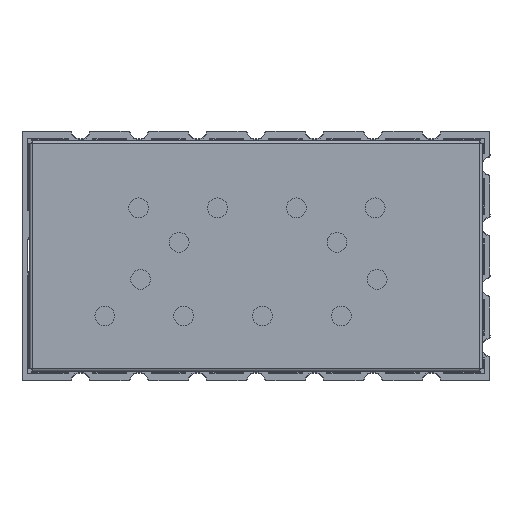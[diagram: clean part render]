
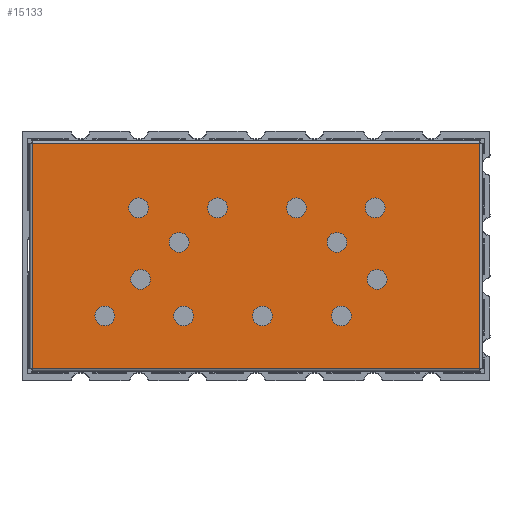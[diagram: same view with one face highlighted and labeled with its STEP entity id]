
A CAD part, top view. The second image highlights one B-rep face of the part: STEP entity #15133.
In plain terms, the highlighted face is planar.
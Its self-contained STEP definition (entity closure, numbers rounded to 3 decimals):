
#900=FACE_BOUND('',#2974,.T.);
#901=FACE_BOUND('',#2975,.T.);
#902=FACE_BOUND('',#2976,.T.);
#903=FACE_BOUND('',#2977,.T.);
#904=FACE_BOUND('',#2978,.T.);
#905=FACE_BOUND('',#2979,.T.);
#906=FACE_BOUND('',#2980,.T.);
#907=FACE_BOUND('',#2981,.T.);
#908=FACE_BOUND('',#2982,.T.);
#909=FACE_BOUND('',#2983,.T.);
#910=FACE_BOUND('',#2984,.T.);
#911=FACE_BOUND('',#2985,.T.);
#2042=FACE_OUTER_BOUND('',#2973,.T.);
#2973=EDGE_LOOP('',(#13433,#13434,#13435,#13436));
#2974=EDGE_LOOP('',(#13437));
#2975=EDGE_LOOP('',(#13438));
#2976=EDGE_LOOP('',(#13439));
#2977=EDGE_LOOP('',(#13440));
#2978=EDGE_LOOP('',(#13441));
#2979=EDGE_LOOP('',(#13442));
#2980=EDGE_LOOP('',(#13443));
#2981=EDGE_LOOP('',(#13444));
#2982=EDGE_LOOP('',(#13445));
#2983=EDGE_LOOP('',(#13446));
#2984=EDGE_LOOP('',(#13447));
#2985=EDGE_LOOP('',(#13448));
#3286=CIRCLE('',#16184,0.75);
#3288=CIRCLE('',#16187,0.75);
#3290=CIRCLE('',#16190,0.75);
#3292=CIRCLE('',#16193,0.75);
#3294=CIRCLE('',#16196,0.75);
#3296=CIRCLE('',#16199,0.75);
#3298=CIRCLE('',#16202,0.75);
#3300=CIRCLE('',#16205,0.75);
#3302=CIRCLE('',#16208,0.75);
#3304=CIRCLE('',#16211,0.75);
#3306=CIRCLE('',#16214,0.75);
#3308=CIRCLE('',#16217,0.75);
#4498=LINE('',#32763,#5839);
#4512=LINE('',#32798,#5853);
#4525=LINE('',#32831,#5866);
#4541=LINE('',#32868,#5882);
#5839=VECTOR('',#19356,10.);
#5853=VECTOR('',#19398,10.);
#5866=VECTOR('',#19439,10.);
#5882=VECTOR('',#19483,10.);
#7104=VERTEX_POINT('',#32200);
#7106=VERTEX_POINT('',#32206);
#7108=VERTEX_POINT('',#32212);
#7110=VERTEX_POINT('',#32218);
#7112=VERTEX_POINT('',#32224);
#7114=VERTEX_POINT('',#32230);
#7116=VERTEX_POINT('',#32236);
#7118=VERTEX_POINT('',#32242);
#7120=VERTEX_POINT('',#32248);
#7122=VERTEX_POINT('',#32254);
#7124=VERTEX_POINT('',#32260);
#7126=VERTEX_POINT('',#32266);
#7298=VERTEX_POINT('',#32760);
#7299=VERTEX_POINT('',#32762);
#7306=VERTEX_POINT('',#32796);
#7312=VERTEX_POINT('',#32829);
#9046=EDGE_CURVE('',#7104,#7104,#3286,.T.);
#9049=EDGE_CURVE('',#7106,#7106,#3288,.T.);
#9052=EDGE_CURVE('',#7108,#7108,#3290,.T.);
#9055=EDGE_CURVE('',#7110,#7110,#3292,.T.);
#9058=EDGE_CURVE('',#7112,#7112,#3294,.T.);
#9061=EDGE_CURVE('',#7114,#7114,#3296,.T.);
#9064=EDGE_CURVE('',#7116,#7116,#3298,.T.);
#9067=EDGE_CURVE('',#7118,#7118,#3300,.T.);
#9070=EDGE_CURVE('',#7120,#7120,#3302,.T.);
#9073=EDGE_CURVE('',#7122,#7122,#3304,.T.);
#9076=EDGE_CURVE('',#7124,#7124,#3306,.T.);
#9079=EDGE_CURVE('',#7126,#7126,#3308,.T.);
#9325=EDGE_CURVE('',#7299,#7298,#4498,.T.);
#9343=EDGE_CURVE('',#7298,#7306,#4512,.T.);
#9360=EDGE_CURVE('',#7306,#7312,#4525,.T.);
#9380=EDGE_CURVE('',#7312,#7299,#4541,.T.);
#13433=ORIENTED_EDGE('',*,*,#9325,.T.);
#13434=ORIENTED_EDGE('',*,*,#9343,.T.);
#13435=ORIENTED_EDGE('',*,*,#9360,.T.);
#13436=ORIENTED_EDGE('',*,*,#9380,.T.);
#13437=ORIENTED_EDGE('',*,*,#9046,.T.);
#13438=ORIENTED_EDGE('',*,*,#9049,.T.);
#13439=ORIENTED_EDGE('',*,*,#9052,.T.);
#13440=ORIENTED_EDGE('',*,*,#9055,.T.);
#13441=ORIENTED_EDGE('',*,*,#9058,.T.);
#13442=ORIENTED_EDGE('',*,*,#9061,.T.);
#13443=ORIENTED_EDGE('',*,*,#9064,.T.);
#13444=ORIENTED_EDGE('',*,*,#9067,.T.);
#13445=ORIENTED_EDGE('',*,*,#9070,.T.);
#13446=ORIENTED_EDGE('',*,*,#9073,.T.);
#13447=ORIENTED_EDGE('',*,*,#9076,.T.);
#13448=ORIENTED_EDGE('',*,*,#9079,.T.);
#14290=PLANE('',#16350);
#15133=ADVANCED_FACE('',(#2042,#900,#901,#902,#903,#904,#905,#906,#907,
#908,#909,#910,#911),#14290,.F.);
#16184=AXIS2_PLACEMENT_3D('',#32201,#18876,#18877);
#16187=AXIS2_PLACEMENT_3D('',#32207,#18883,#18884);
#16190=AXIS2_PLACEMENT_3D('',#32213,#18890,#18891);
#16193=AXIS2_PLACEMENT_3D('',#32219,#18897,#18898);
#16196=AXIS2_PLACEMENT_3D('',#32225,#18904,#18905);
#16199=AXIS2_PLACEMENT_3D('',#32231,#18911,#18912);
#16202=AXIS2_PLACEMENT_3D('',#32237,#18918,#18919);
#16205=AXIS2_PLACEMENT_3D('',#32243,#18925,#18926);
#16208=AXIS2_PLACEMENT_3D('',#32249,#18932,#18933);
#16211=AXIS2_PLACEMENT_3D('',#32255,#18939,#18940);
#16214=AXIS2_PLACEMENT_3D('',#32261,#18946,#18947);
#16217=AXIS2_PLACEMENT_3D('',#32267,#18953,#18954);
#16350=AXIS2_PLACEMENT_3D('',#32894,#19516,#19517);
#18876=DIRECTION('center_axis',(0.,0.,1.));
#18877=DIRECTION('ref_axis',(1.,0.,0.));
#18883=DIRECTION('center_axis',(0.,0.,1.));
#18884=DIRECTION('ref_axis',(1.,0.,0.));
#18890=DIRECTION('center_axis',(0.,0.,1.));
#18891=DIRECTION('ref_axis',(1.,0.,0.));
#18897=DIRECTION('center_axis',(0.,0.,1.));
#18898=DIRECTION('ref_axis',(1.,0.,0.));
#18904=DIRECTION('center_axis',(0.,0.,1.));
#18905=DIRECTION('ref_axis',(1.,0.,0.));
#18911=DIRECTION('center_axis',(0.,0.,1.));
#18912=DIRECTION('ref_axis',(1.,0.,0.));
#18918=DIRECTION('center_axis',(0.,0.,1.));
#18919=DIRECTION('ref_axis',(1.,0.,0.));
#18925=DIRECTION('center_axis',(0.,0.,1.));
#18926=DIRECTION('ref_axis',(1.,0.,0.));
#18932=DIRECTION('center_axis',(0.,0.,1.));
#18933=DIRECTION('ref_axis',(1.,0.,0.));
#18939=DIRECTION('center_axis',(0.,0.,1.));
#18940=DIRECTION('ref_axis',(1.,0.,0.));
#18946=DIRECTION('center_axis',(0.,0.,1.));
#18947=DIRECTION('ref_axis',(1.,0.,0.));
#18953=DIRECTION('center_axis',(0.,0.,1.));
#18954=DIRECTION('ref_axis',(1.,0.,0.));
#19356=DIRECTION('',(0.,-1.,0.));
#19398=DIRECTION('',(-1.,0.,0.));
#19439=DIRECTION('',(0.,1.,0.));
#19483=DIRECTION('',(1.,0.,0.));
#19516=DIRECTION('center_axis',(0.,0.,1.));
#19517=DIRECTION('ref_axis',(1.,0.,0.));
#32200=CARTESIAN_POINT('',(8.318,-3.667,0.));
#32201=CARTESIAN_POINT('Origin',(9.068,-3.667,0.));
#32206=CARTESIAN_POINT('',(-6.261,4.56,0.));
#32207=CARTESIAN_POINT('Origin',(-5.511,4.56,0.));
#32212=CARTESIAN_POINT('',(-3.682,-3.667,0.));
#32213=CARTESIAN_POINT('Origin',(-2.932,-3.667,0.));
#32218=CARTESIAN_POINT('',(-6.598,-1.034,0.));
#32219=CARTESIAN_POINT('Origin',(-5.848,-1.034,0.));
#32224=CARTESIAN_POINT('',(-0.261,4.56,0.));
#32225=CARTESIAN_POINT('Origin',(0.489,4.56,0.));
#32230=CARTESIAN_POINT('',(8.469,1.786,0.));
#32231=CARTESIAN_POINT('Origin',(9.219,1.786,0.));
#32236=CARTESIAN_POINT('',(2.318,-3.667,0.));
#32237=CARTESIAN_POINT('Origin',(3.068,-3.667,0.));
#32242=CARTESIAN_POINT('',(-12.261,4.56,0.));
#32243=CARTESIAN_POINT('Origin',(-11.511,4.56,0.));
#32248=CARTESIAN_POINT('',(-9.682,-3.667,0.));
#32249=CARTESIAN_POINT('Origin',(-8.932,-3.667,0.));
#32254=CARTESIAN_POINT('',(-9.531,1.786,0.));
#32255=CARTESIAN_POINT('Origin',(-8.781,1.786,0.));
#32260=CARTESIAN_POINT('',(5.402,-1.034,0.));
#32261=CARTESIAN_POINT('Origin',(6.152,-1.034,0.));
#32266=CARTESIAN_POINT('',(5.739,4.56,0.));
#32267=CARTESIAN_POINT('Origin',(6.489,4.56,0.));
#32760=CARTESIAN_POINT('',(17.015,-8.56,0.));
#32762=CARTESIAN_POINT('',(17.015,8.56,0.));
#32763=CARTESIAN_POINT('',(17.015,-4.28,0.));
#32796=CARTESIAN_POINT('',(-17.015,-8.56,0.));
#32798=CARTESIAN_POINT('',(-8.508,-8.56,0.));
#32829=CARTESIAN_POINT('',(-17.015,8.56,0.));
#32831=CARTESIAN_POINT('',(-17.015,4.28,0.));
#32868=CARTESIAN_POINT('',(8.508,8.56,0.));
#32894=CARTESIAN_POINT('Origin',(0.,0.,0.));
